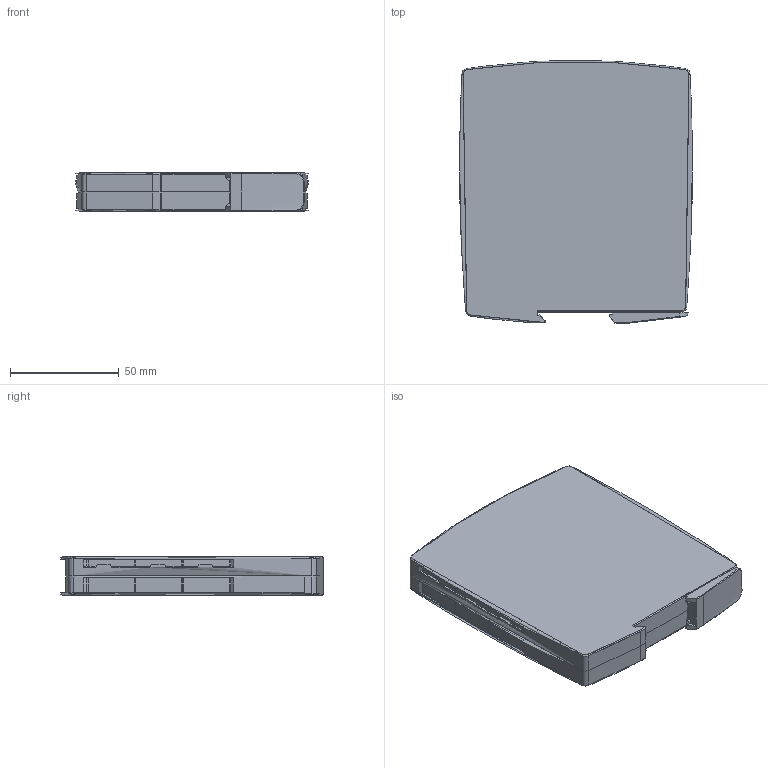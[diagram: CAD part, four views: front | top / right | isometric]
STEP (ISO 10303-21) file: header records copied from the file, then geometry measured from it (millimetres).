
FILE_DESCRIPTION (( 'STEP AP214' ), '1' );
FILE_NAME ('UF6925-02-DC8-36.STEP', '2019-03-08T16:00:14', ( '' ), ( '' ), 'SwSTEP 2.0', 'SolidWorks 2018', '' );
FILE_SCHEMA (( 'AUTOMOTIVE_DESIGN' ));
Length unit declared in the file: inch
Products named in the file (1): UF6925-02-DC8-36
Bounding box: 107.17 x 121.02 x 17.5 mm (x, y, z)
Volume: 44425.8 mm3; surface area: 66685 mm2
Topology: 14 solids, 16 shells, 596 faces, 1607 edges, 1050 vertices
Faces by surface type: plane 376, bspline 131, cylinder 87, torus 2
Full cylindrical faces by diameter (mm): 0.868 x1, 0.938 x1
Entity records: 21093 total; most frequent: CARTESIAN_POINT 7140, ORIENTED_EDGE 3210, DIRECTION 2385, EDGE_CURVE 1605, VECTOR 1099, LINE 1099, VERTEX_POINT 1050, AXIS2_PLACEMENT_3D 643
